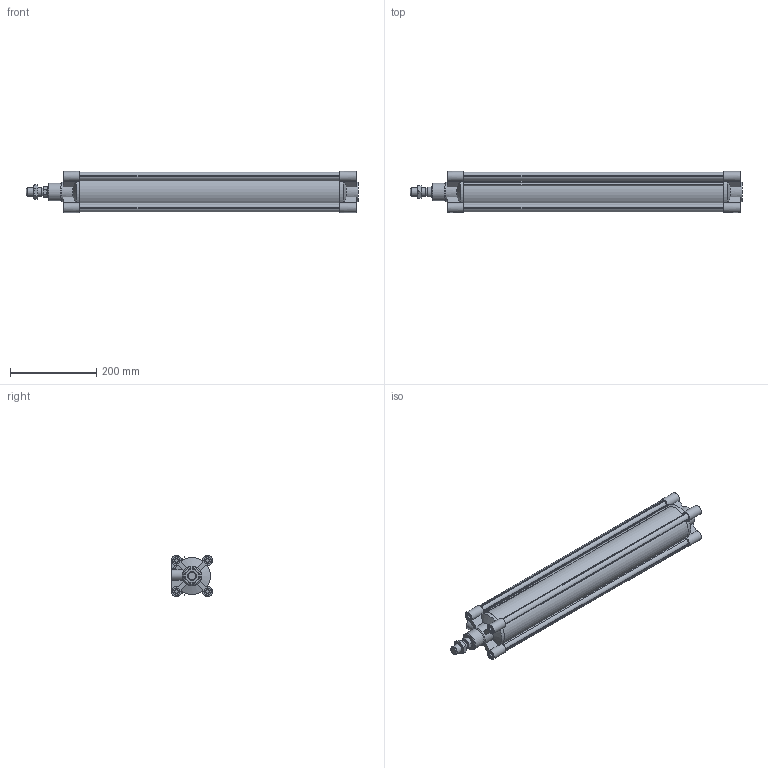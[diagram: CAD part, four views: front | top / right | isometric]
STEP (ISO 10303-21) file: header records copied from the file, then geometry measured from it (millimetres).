
FILE_DESCRIPTION( ( 'STEP AP214' ), '1' );
FILE_NAME( '1390.80.550.01(00).stp', '2021-10-27T14:04:19', ( 'License CC BY-ND 4.0' ), ( 'CADENAS' ), ' ', 'PARTsolutions', ' ' );
FILE_SCHEMA( ( 'AUTOMOTIVE_DESIGN { 1 0 10303 214 1 1 1 1 }' ) );
Length unit declared in the file: millimetre
Products named in the file (6): 1390.80.550.01(00); _80_left_head; _805500CI385; _80-right_head; _805500_piston; _1320.80.18F
Assembly tree (5 placements, depth 2):
  1390.80.550.01(00)
    _80_left_head
    _805500CI385
    _80-right_head
    _805500_piston
    _1320.80.18F
Bounding box: 768 x 95 x 95 mm (x, y, z)
Volume: 1870563.1 mm3; surface area: 693146.4 mm2
Topology: 5 solids, 5 shells, 270 faces, 652 edges, 424 vertices
Faces by surface type: plane 150, cylinder 83, cone 36, torus 1
Full cylindrical faces by diameter (mm): 8.376 x8, 9.4 x4, 12 x2, 14.95 x2, 16 x8, 16.5 x8, 18.376 x1, 18.5 x1, 20 x1, 24.5 x1, 25 x2, 41 x1, 45 x2, 80 x4
Entity records: 10068 total; most frequent: CARTESIAN_POINT 1640, DIRECTION 1294, ORIENTED_EDGE 1174, EDGE_CURVE 587, AXIS2_PLACEMENT_3D 487, VERTEX_POINT 421, EDGE_LOOP 378, LINE 320
